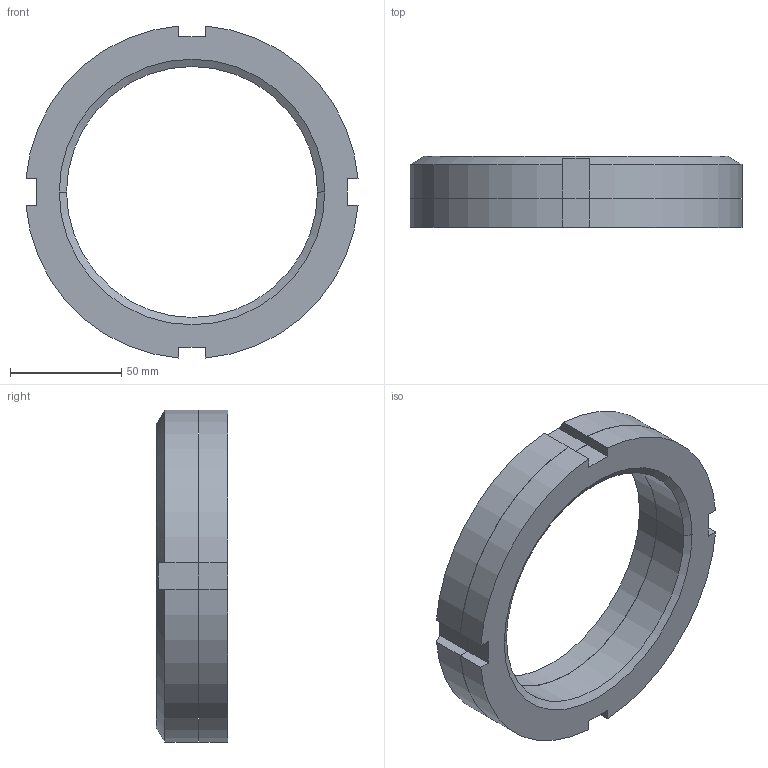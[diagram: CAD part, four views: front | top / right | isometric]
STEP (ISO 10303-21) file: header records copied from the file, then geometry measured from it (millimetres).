
FILE_DESCRIPTION((''),'2;1');
FILE_NAME('1RSTD1153____0','2019-10-29T15:23:04',('kim.bk'),(''),'CREO PARAMETRIC BY PTC INC, 2019010','CREO PARAMETRIC BY PTC INC, 2019010','');
FILE_SCHEMA(('CONFIG_CONTROL_DESIGN'));
Length unit declared in the file: millimetre
Products named in the file (1): 1RSTD1153____0
Bounding box: 149.52 x 32 x 149.52 mm (x, y, z)
Volume: 228902.9 mm3; surface area: 58744.9 mm2
Topology: 2 solids, 2 shells, 369 faces, 1034 edges, 688 vertices
Faces by surface type: plane 347, cylinder 12, cone 10
Entity records: 11722 total; most frequent: CARTESIAN_POINT 2143, ORIENTED_EDGE 2068, DIRECTION 1796, EDGE_CURVE 1034, VECTOR 982, LINE 982, VERTEX_POINT 688, AXIS2_PLACEMENT_3D 407
